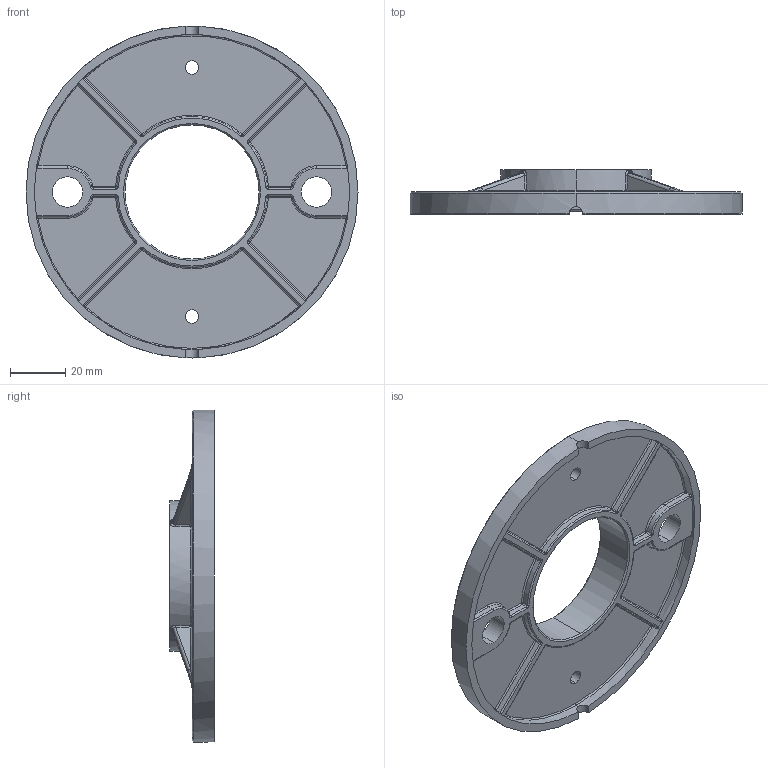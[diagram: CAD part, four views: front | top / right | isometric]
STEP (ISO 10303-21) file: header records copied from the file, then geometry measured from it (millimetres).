
FILE_DESCRIPTION (( 'STEP AP203' ), '1' );
FILE_NAME ('A-0944-048-N.STEP', '2021-05-17T06:40:18', ( '' ), ( '' ), 'SwSTEP 2.0', 'SolidWorks 2019', '' );
FILE_SCHEMA (( 'CONFIG_CONTROL_DESIGN' ));
Length unit declared in the file: millimetre
Products named in the file (1): A-0944-048-N
Bounding box: 120 x 16 x 120 mm (x, y, z)
Volume: 50429.7 mm3; surface area: 28589.4 mm2
Topology: 1 solids, 1 shells, 300 faces, 721 edges, 380 vertices
Faces by surface type: cylinder 113, torus 66, bspline 40, plane 39, sphere 36, cone 6
Entity records: 9358 total; most frequent: CARTESIAN_POINT 2810, DIRECTION 1445, ORIENTED_EDGE 1354, EDGE_CURVE 677, AXIS2_PLACEMENT_3D 625, VERTEX_POINT 380, CIRCLE 364, EDGE_LOOP 311
